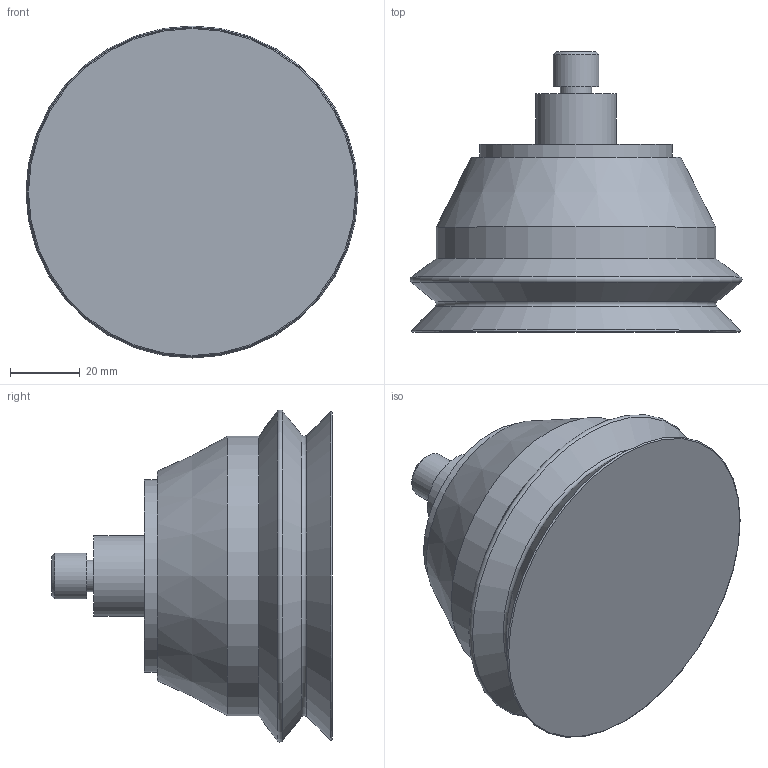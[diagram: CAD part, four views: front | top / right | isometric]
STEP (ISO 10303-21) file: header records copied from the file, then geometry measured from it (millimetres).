
FILE_DESCRIPTION(/* description */ (''),/* implementation_level */ '2;1');
FILE_NAME(/* name */ 'vf95nit_rac29r1-4m.stp',/* time_stamp */ '2020-09-28T11:05:16+02:00',/* author */ ('enginyeria'),/* organization */ (''),/* preprocessor_version */ 'ST-DEVELOPER v17.2',/* originating_system */ 'Autodesk Inventor 2019',/* authorisation */ '');
FILE_SCHEMA (('CONFIG_CONTROL_DESIGN'));
Length unit declared in the file: millimetre
Products named in the file (1): vf95nit_rac29r1-4m
Bounding box: 95 x 80.2 x 95 mm (x, y, z)
Volume: 265327.3 mm3; surface area: 27953.9 mm2
Topology: 1 solids, 1 shells, 22 faces, 61 edges, 46 vertices
Faces by surface type: plane 7, cone 6, cylinder 6, torus 3
Full cylindrical faces by diameter (mm): 7 x1, 9 x1, 13.157 x1, 23 x1, 55 x1, 80 x1
Entity records: 851 total; most frequent: DIRECTION 156, CARTESIAN_POINT 130, ORIENTED_EDGE 122, AXIS2_PLACEMENT_3D 72, EDGE_CURVE 61, CIRCLE 49, VERTEX_POINT 46, EDGE_LOOP 27
